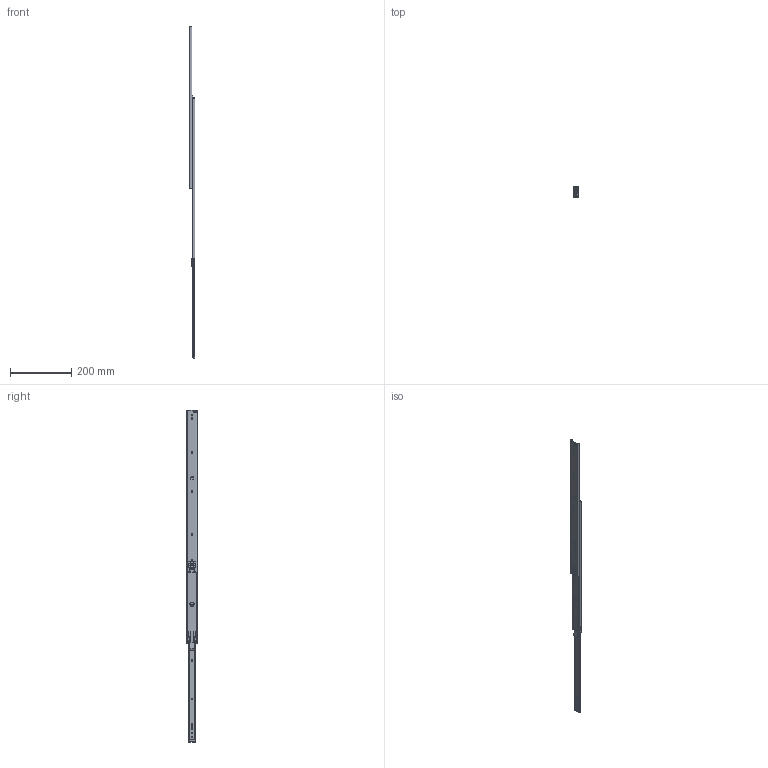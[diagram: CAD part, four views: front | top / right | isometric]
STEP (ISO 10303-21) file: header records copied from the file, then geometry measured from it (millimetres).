
FILE_DESCRIPTION(/* description */ ('Überauszug Serie 044 533x554'),/* implementation_level */ '2;1');
FILE_NAME(/* name */ '07000058007.stp',/* time_stamp */ '2020-06-17T15:19:16+02:00',/* author */ ('Dennis Bruder'),/* organization */ (''),/* preprocessor_version */ 'ST-DEVELOPER v18',/* originating_system */ 'Autodesk Inventor 2020',/* authorisation */ '');
FILE_SCHEMA (('AUTOMOTIVE_DESIGN { 1 0 10303 214 3 1 1 }'));
Products named in the file (1): 07000058007
Bounding box: 19 x 35.2 x 1083 mm (x, y, z)
Volume: 130993.4 mm3; surface area: 207499.1 mm2
Topology: 96 solids, 96 shells, 5174 faces, 15538 edges, 10003 vertices
Faces by surface type: plane 2034, cylinder 1156, bspline 963, cone 516, torus 409, sphere 96
Full cylindrical faces by diameter (mm): 4 x41, 4.5 x1, 4.6 x1, 4.9 x3, 5 x3, 5.1 x1, 6 x1, 6.1 x2, 8 x1, 8.2 x2, 14 x4
Entity records: 211815 total; most frequent: CARTESIAN_POINT 79888, ORIENTED_EDGE 29884, DIRECTION 24784, EDGE_CURVE 14942, VERTEX_POINT 9811, AXIS2_PLACEMENT_3D 9367, LINE 6050, VECTOR 6050
